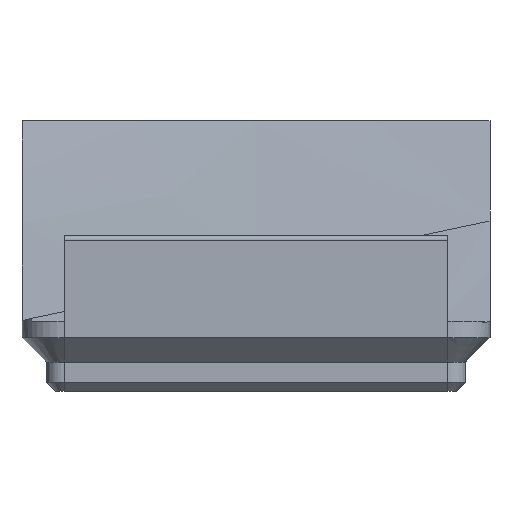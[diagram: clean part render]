
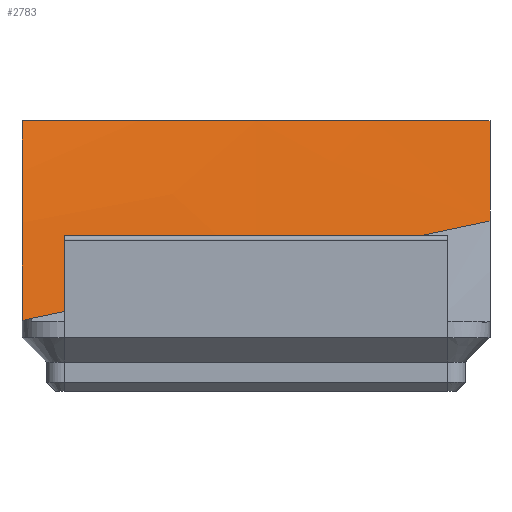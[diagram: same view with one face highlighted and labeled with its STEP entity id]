
A CAD part, front view. The second image highlights one B-rep face of the part: STEP entity #2783.
In plain terms, the highlighted conical face has half-angle 72.881 degrees and reference radius 100 mm.
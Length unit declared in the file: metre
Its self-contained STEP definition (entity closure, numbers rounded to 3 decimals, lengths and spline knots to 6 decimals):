
#66=B_SPLINE_CURVE_WITH_KNOTS('',3,(#4194,#4195,#4196,#4197),
 .UNSPECIFIED.,.F.,.F.,(4,4),(0.00008,0.017837),
 .UNSPECIFIED.);
#67=B_SPLINE_CURVE_WITH_KNOTS('',3,(#4200,#4201,#4202,#4203),
 .UNSPECIFIED.,.F.,.F.,(4,4),(0.042622,0.086877),
 .UNSPECIFIED.);
#68=B_SPLINE_CURVE_WITH_KNOTS('',3,(#4205,#4206,#4207,#4208),
 .UNSPECIFIED.,.F.,.F.,(4,4),(0.043143,0.052051),
 .UNSPECIFIED.);
#69=B_SPLINE_CURVE_WITH_KNOTS('',3,(#4210,#4211,#4212,#4213),
 .UNSPECIFIED.,.F.,.F.,(4,4),(0.,0.04327),.UNSPECIFIED.);
#224=CONICAL_SURFACE('',#2984,0.1,1.272);
#272=ORIENTED_EDGE('',*,*,#1102,.F.);
#273=ORIENTED_EDGE('',*,*,#1103,.T.);
#274=ORIENTED_EDGE('',*,*,#1104,.F.);
#275=ORIENTED_EDGE('',*,*,#1105,.T.);
#1102=EDGE_CURVE('',#1514,#1515,#66,.T.);
#1103=EDGE_CURVE('',#1514,#1516,#67,.T.);
#1104=EDGE_CURVE('',#1517,#1516,#68,.T.);
#1105=EDGE_CURVE('',#1517,#1515,#69,.T.);
#1514=VERTEX_POINT('',#4198);
#1515=VERTEX_POINT('',#4199);
#1516=VERTEX_POINT('',#4204);
#1517=VERTEX_POINT('',#4209);
#2253=EDGE_LOOP('',(#272,#273,#274,#275));
#2460=FACE_BOUND('',#2253,.T.);
#2783=ADVANCED_FACE('',(#2460),#224,.T.);
#2984=AXIS2_PLACEMENT_3D('',#4193,#3314,#3315);
#3314=DIRECTION('',(0.,1.,0.));
#3315=DIRECTION('',(-1.,0.,0.));
#4193=CARTESIAN_POINT('',(0.084,0.032,0.0062));
#4194=CARTESIAN_POINT('',(0.12625,0.014213,0.00628));
#4195=CARTESIAN_POINT('',(0.12625,0.014216,0.01221));
#4196=CARTESIAN_POINT('',(0.12625,0.014617,0.018115));
#4197=CARTESIAN_POINT('',(0.12625,0.015321,0.024002));
#4198=CARTESIAN_POINT('',(0.12625,0.014213,0.00628));
#4199=CARTESIAN_POINT('',(0.12625,0.015321,0.024002));
#4200=CARTESIAN_POINT('',(0.12625,0.014213,0.00628));
#4201=CARTESIAN_POINT('',(0.140096,0.018479,0.009223));
#4202=CARTESIAN_POINT('',(0.153923,0.02281,0.012162));
#4203=CARTESIAN_POINT('',(0.16775,0.02714,0.015101));
#4204=CARTESIAN_POINT('',(0.16775,0.02714,0.015101));
#4205=CARTESIAN_POINT('',(0.16775,0.027571,0.024002));
#4206=CARTESIAN_POINT('',(0.16775,0.027381,0.021036));
#4207=CARTESIAN_POINT('',(0.16775,0.027237,0.018069));
#4208=CARTESIAN_POINT('',(0.16775,0.02714,0.015101));
#4209=CARTESIAN_POINT('',(0.16775,0.027571,0.024002));
#4210=CARTESIAN_POINT('',(0.16775,0.027571,0.024002));
#4211=CARTESIAN_POINT('',(0.153939,0.023411,0.024002));
#4212=CARTESIAN_POINT('',(0.140126,0.019259,0.024002));
#4213=CARTESIAN_POINT('',(0.12625,0.015321,0.024002));
